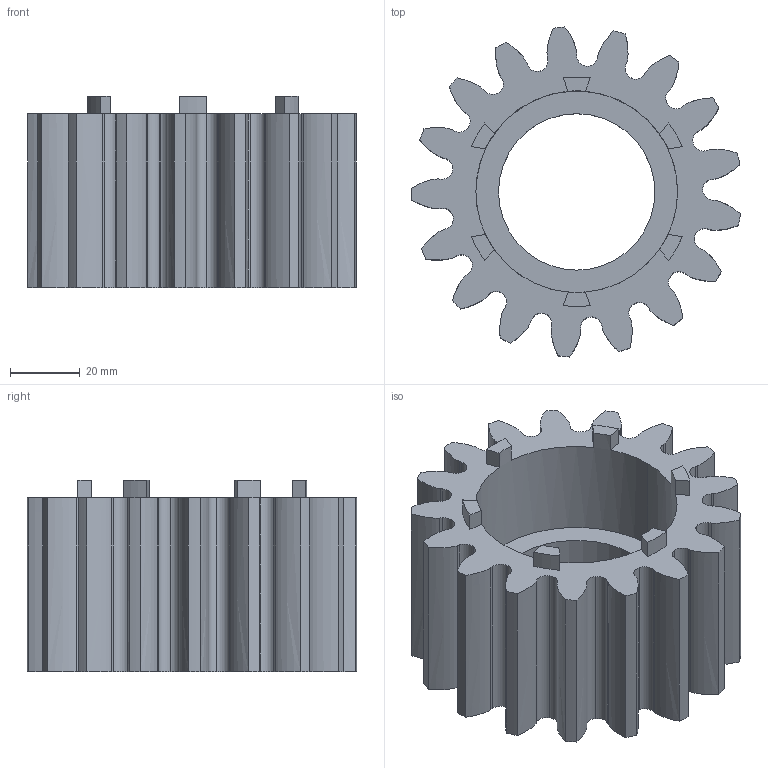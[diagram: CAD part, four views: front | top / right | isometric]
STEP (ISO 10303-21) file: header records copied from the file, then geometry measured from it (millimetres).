
FILE_DESCRIPTION(('CATIA V5 STEP Exchange'),'2;1');
FILE_NAME('6_driven_Gear.stp','2020-06-25T14:23:02+00:00',('none'),('none'),'CATIA Version 5 Release 21 GA (IN-10)','CATIA V5 STEP AP203','none');
FILE_SCHEMA(('CONFIG_CONTROL_DESIGN'));
Length unit declared in the file: millimetre
Products named in the file (1): Parametric Gear
Bounding box: 94.57 x 94.84 x 55 mm (x, y, z)
Volume: 169431.6 mm3; surface area: 42795.1 mm2
Topology: 1 solids, 1 shells, 167 faces, 492 edges, 328 vertices
Faces by surface type: cylinder 78, plane 55, extrusion 34
Entity records: 9027 total; most frequent: CARTESIAN_POINT 4823, ORIENTED_EDGE 984, DIRECTION 642, EDGE_CURVE 492, VERTEX_POINT 328, VECTOR 290, AXIS2_PLACEMENT_3D 261, LINE 256
